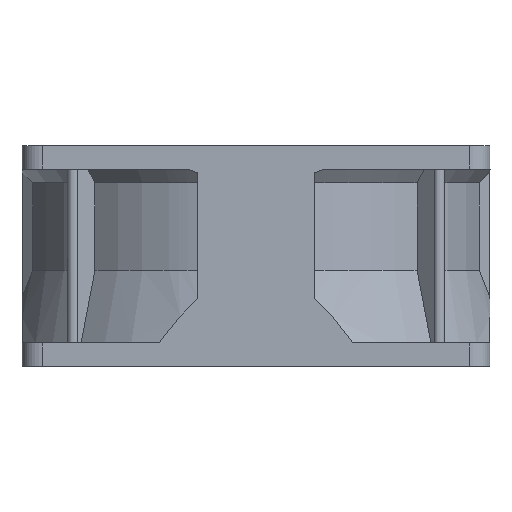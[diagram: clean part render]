
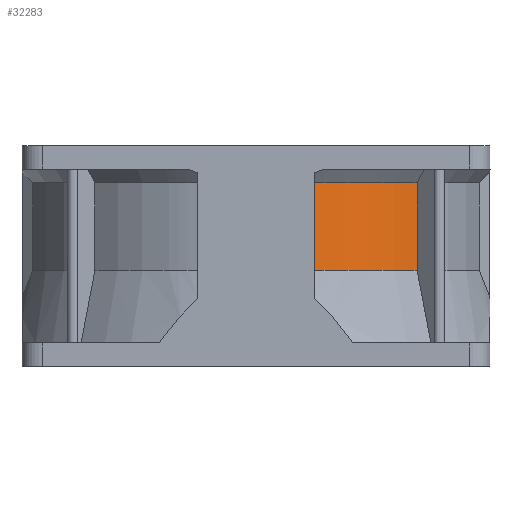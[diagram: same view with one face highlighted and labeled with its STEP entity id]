
A CAD part, left-side view. The second image highlights one B-rep face of the part: STEP entity #32283.
In plain terms, the highlighted cylindrical face has radius 40.05 mm (diameter 80.1 mm), a partial arc.
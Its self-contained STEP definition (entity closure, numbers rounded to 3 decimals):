
#7128 = CONICAL_SURFACE('',#7129,40.925,0.638);
#7129 = AXIS2_PLACEMENT_3D('',#7130,#7131,#7132);
#7130 = CARTESIAN_POINT('',(0.,0.,
    32.619));
#7131 = DIRECTION('',(0.,0.,1.));
#7132 = DIRECTION('',(0.928,0.372,0.));
#7178 = PLANE('',#7179);
#7179 = AXIS2_PLACEMENT_3D('',#7180,#7181,#7182);
#7180 = CARTESIAN_POINT('',(-38.35,-10.,0.));
#7181 = DIRECTION('',(0.,1.,0.));
#7182 = DIRECTION('',(-1.,0.,0.));
#7212 = CONICAL_SURFACE('',#7213,41.719,0.263);
#7213 = AXIS2_PLACEMENT_3D('',#7214,#7215,#7216);
#7214 = CARTESIAN_POINT('',(0.,0.,
    10.209));
#7215 = DIRECTION('',(0.,0.,-1.));
#7216 = DIRECTION('',(-0.928,-0.372,-0.));
#31496 = PLANE('',#31497);
#31497 = AXIS2_PLACEMENT_3D('',#31498,#31499,#31500);
#31498 = CARTESIAN_POINT('',(-32.774,-31.36,0.));
#31499 = DIRECTION('',(0.707,-0.707,0.));
#31500 = DIRECTION('',(0.707,0.707,0.));
#31910 = VERTEX_POINT('',#31911);
#31911 = CARTESIAN_POINT('',(-29.018,-27.604,
    16.417));
#31937 = EDGE_CURVE('',#31938,#31910,#31940,.T.);
#31938 = VERTEX_POINT('',#31939);
#31939 = CARTESIAN_POINT('',(-29.018,-27.604,
    31.439));
#31940 = SURFACE_CURVE('',#31941,(#31945,#31952),.PCURVE_S1.);
#31941 = LINE('',#31942,#31943);
#31942 = CARTESIAN_POINT('',(-29.018,-27.604,
    31.439));
#31943 = VECTOR('',#31944,1.);
#31944 = DIRECTION('',(0.,0.,-1.));
#31945 = PCURVE('',#31496,#31946);
#31946 = DEFINITIONAL_REPRESENTATION('',(#31947),#31951);
#31947 = LINE('',#31948,#31949);
#31948 = CARTESIAN_POINT('',(5.312,31.439));
#31949 = VECTOR('',#31950,1.);
#31950 = DIRECTION('',(0.,-1.));
#31951 = ( GEOMETRIC_REPRESENTATION_CONTEXT(2) 
PARAMETRIC_REPRESENTATION_CONTEXT() REPRESENTATION_CONTEXT('2D SPACE',''
  ) );
#31952 = PCURVE('',#31953,#31958);
#31953 = CYLINDRICAL_SURFACE('',#31954,40.05);
#31954 = AXIS2_PLACEMENT_3D('',#31955,#31956,#31957);
#31955 = CARTESIAN_POINT('',(0.,0.,2.51
    ));
#31956 = DIRECTION('',(0.,0.,-1.));
#31957 = DIRECTION('',(-0.928,-0.372,-0.));
#31958 = DEFINITIONAL_REPRESENTATION('',(#31959),#31963);
#31959 = LINE('',#31960,#31961);
#31960 = CARTESIAN_POINT('',(5.904,-28.929));
#31961 = VECTOR('',#31962,1.);
#31962 = DIRECTION('',(0.,1.));
#31963 = ( GEOMETRIC_REPRESENTATION_CONTEXT(2) 
PARAMETRIC_REPRESENTATION_CONTEXT() REPRESENTATION_CONTEXT('2D SPACE',''
  ) );
#32098 = EDGE_CURVE('',#32099,#31910,#32101,.T.);
#32099 = VERTEX_POINT('',#32100);
#32100 = CARTESIAN_POINT('',(-37.181,-14.885,
    16.417));
#32101 = SURFACE_CURVE('',#32102,(#32107,#32114),.PCURVE_S1.);
#32102 = CIRCLE('',#32103,40.05);
#32103 = AXIS2_PLACEMENT_3D('',#32104,#32105,#32106);
#32104 = CARTESIAN_POINT('',(0.,0.,
    16.417));
#32105 = DIRECTION('',(0.,0.,1.));
#32106 = DIRECTION('',(-0.928,-0.372,0.));
#32107 = PCURVE('',#7212,#32108);
#32108 = DEFINITIONAL_REPRESENTATION('',(#32109),#32113);
#32109 = LINE('',#32110,#32111);
#32110 = CARTESIAN_POINT('',(6.283,-6.209));
#32111 = VECTOR('',#32112,1.);
#32112 = DIRECTION('',(-1.,0.));
#32113 = ( GEOMETRIC_REPRESENTATION_CONTEXT(2) 
PARAMETRIC_REPRESENTATION_CONTEXT() REPRESENTATION_CONTEXT('2D SPACE',''
  ) );
#32114 = PCURVE('',#31953,#32115);
#32115 = DEFINITIONAL_REPRESENTATION('',(#32116),#32120);
#32116 = LINE('',#32117,#32118);
#32117 = CARTESIAN_POINT('',(6.283,-13.907));
#32118 = VECTOR('',#32119,1.);
#32119 = DIRECTION('',(-1.,0.));
#32120 = ( GEOMETRIC_REPRESENTATION_CONTEXT(2) 
PARAMETRIC_REPRESENTATION_CONTEXT() REPRESENTATION_CONTEXT('2D SPACE',''
  ) );
#32122 = EDGE_CURVE('',#32123,#32099,#32125,.T.);
#32123 = VERTEX_POINT('',#32124);
#32124 = CARTESIAN_POINT('',(-38.781,-10.,16.417));
#32125 = SURFACE_CURVE('',#32126,(#32131,#32138),.PCURVE_S1.);
#32126 = CIRCLE('',#32127,40.05);
#32127 = AXIS2_PLACEMENT_3D('',#32128,#32129,#32130);
#32128 = CARTESIAN_POINT('',(0.,0.,
    16.417));
#32129 = DIRECTION('',(0.,0.,1.));
#32130 = DIRECTION('',(-0.968,-0.25,0.));
#32131 = PCURVE('',#7212,#32132);
#32132 = DEFINITIONAL_REPRESENTATION('',(#32133),#32137);
#32133 = LINE('',#32134,#32135);
#32134 = CARTESIAN_POINT('',(6.412,-6.209));
#32135 = VECTOR('',#32136,1.);
#32136 = DIRECTION('',(-1.,0.));
#32137 = ( GEOMETRIC_REPRESENTATION_CONTEXT(2) 
PARAMETRIC_REPRESENTATION_CONTEXT() REPRESENTATION_CONTEXT('2D SPACE',''
  ) );
#32138 = PCURVE('',#31953,#32139);
#32139 = DEFINITIONAL_REPRESENTATION('',(#32140),#32144);
#32140 = LINE('',#32141,#32142);
#32141 = CARTESIAN_POINT('',(6.412,-13.907));
#32142 = VECTOR('',#32143,1.);
#32143 = DIRECTION('',(-1.,0.));
#32144 = ( GEOMETRIC_REPRESENTATION_CONTEXT(2) 
PARAMETRIC_REPRESENTATION_CONTEXT() REPRESENTATION_CONTEXT('2D SPACE',''
  ) );
#32180 = VERTEX_POINT('',#32181);
#32181 = CARTESIAN_POINT('',(-38.781,-10.,31.439));
#32207 = EDGE_CURVE('',#32123,#32180,#32208,.T.);
#32208 = SURFACE_CURVE('',#32209,(#32213,#32220),.PCURVE_S1.);
#32209 = LINE('',#32210,#32211);
#32210 = CARTESIAN_POINT('',(-38.781,-10.,16.417));
#32211 = VECTOR('',#32212,1.);
#32212 = DIRECTION('',(0.,0.,1.));
#32213 = PCURVE('',#7178,#32214);
#32214 = DEFINITIONAL_REPRESENTATION('',(#32215),#32219);
#32215 = LINE('',#32216,#32217);
#32216 = CARTESIAN_POINT('',(0.431,16.417));
#32217 = VECTOR('',#32218,1.);
#32218 = DIRECTION('',(0.,1.));
#32219 = ( GEOMETRIC_REPRESENTATION_CONTEXT(2) 
PARAMETRIC_REPRESENTATION_CONTEXT() REPRESENTATION_CONTEXT('2D SPACE',''
  ) );
#32220 = PCURVE('',#31953,#32221);
#32221 = DEFINITIONAL_REPRESENTATION('',(#32222),#32226);
#32222 = LINE('',#32223,#32224);
#32223 = CARTESIAN_POINT('',(6.412,-13.907));
#32224 = VECTOR('',#32225,1.);
#32225 = DIRECTION('',(0.,-1.));
#32226 = ( GEOMETRIC_REPRESENTATION_CONTEXT(2) 
PARAMETRIC_REPRESENTATION_CONTEXT() REPRESENTATION_CONTEXT('2D SPACE',''
  ) );
#32237 = EDGE_CURVE('',#32238,#32180,#32240,.T.);
#32238 = VERTEX_POINT('',#32239);
#32239 = CARTESIAN_POINT('',(-37.181,-14.885,
    31.439));
#32240 = SURFACE_CURVE('',#32241,(#32246,#32253),.PCURVE_S1.);
#32241 = CIRCLE('',#32242,40.05);
#32242 = AXIS2_PLACEMENT_3D('',#32243,#32244,#32245);
#32243 = CARTESIAN_POINT('',(0.,0.,
    31.439));
#32244 = DIRECTION('',(0.,0.,-1.));
#32245 = DIRECTION('',(-0.928,-0.372,-0.));
#32246 = PCURVE('',#7128,#32247);
#32247 = DEFINITIONAL_REPRESENTATION('',(#32248),#32252);
#32248 = LINE('',#32249,#32250);
#32249 = CARTESIAN_POINT('',(3.142,-1.181));
#32250 = VECTOR('',#32251,1.);
#32251 = DIRECTION('',(-1.,0.));
#32252 = ( GEOMETRIC_REPRESENTATION_CONTEXT(2) 
PARAMETRIC_REPRESENTATION_CONTEXT() REPRESENTATION_CONTEXT('2D SPACE',''
  ) );
#32253 = PCURVE('',#31953,#32254);
#32254 = DEFINITIONAL_REPRESENTATION('',(#32255),#32259);
#32255 = LINE('',#32256,#32257);
#32256 = CARTESIAN_POINT('',(6.283,-28.929));
#32257 = VECTOR('',#32258,1.);
#32258 = DIRECTION('',(1.,0.));
#32259 = ( GEOMETRIC_REPRESENTATION_CONTEXT(2) 
PARAMETRIC_REPRESENTATION_CONTEXT() REPRESENTATION_CONTEXT('2D SPACE',''
  ) );
#32261 = EDGE_CURVE('',#31938,#32238,#32262,.T.);
#32262 = SURFACE_CURVE('',#32263,(#32268,#32275),.PCURVE_S1.);
#32263 = CIRCLE('',#32264,40.05);
#32264 = AXIS2_PLACEMENT_3D('',#32265,#32266,#32267);
#32265 = CARTESIAN_POINT('',(0.,0.,
    31.439));
#32266 = DIRECTION('',(0.,0.,-1.));
#32267 = DIRECTION('',(-0.725,-0.689,-0.));
#32268 = PCURVE('',#7128,#32269);
#32269 = DEFINITIONAL_REPRESENTATION('',(#32270),#32274);
#32270 = LINE('',#32271,#32272);
#32271 = CARTESIAN_POINT('',(3.521,-1.181));
#32272 = VECTOR('',#32273,1.);
#32273 = DIRECTION('',(-1.,0.));
#32274 = ( GEOMETRIC_REPRESENTATION_CONTEXT(2) 
PARAMETRIC_REPRESENTATION_CONTEXT() REPRESENTATION_CONTEXT('2D SPACE',''
  ) );
#32275 = PCURVE('',#31953,#32276);
#32276 = DEFINITIONAL_REPRESENTATION('',(#32277),#32281);
#32277 = LINE('',#32278,#32279);
#32278 = CARTESIAN_POINT('',(5.904,-28.929));
#32279 = VECTOR('',#32280,1.);
#32280 = DIRECTION('',(1.,0.));
#32281 = ( GEOMETRIC_REPRESENTATION_CONTEXT(2) 
PARAMETRIC_REPRESENTATION_CONTEXT() REPRESENTATION_CONTEXT('2D SPACE',''
  ) );
#32283 = ADVANCED_FACE('',(#32284),#31953,.T.);
#32284 = FACE_BOUND('',#32285,.T.);
#32285 = EDGE_LOOP('',(#32286,#32287,#32288,#32289,#32290,#32291));
#32286 = ORIENTED_EDGE('',*,*,#32261,.T.);
#32287 = ORIENTED_EDGE('',*,*,#32237,.T.);
#32288 = ORIENTED_EDGE('',*,*,#32207,.F.);
#32289 = ORIENTED_EDGE('',*,*,#32122,.T.);
#32290 = ORIENTED_EDGE('',*,*,#32098,.T.);
#32291 = ORIENTED_EDGE('',*,*,#31937,.F.);
